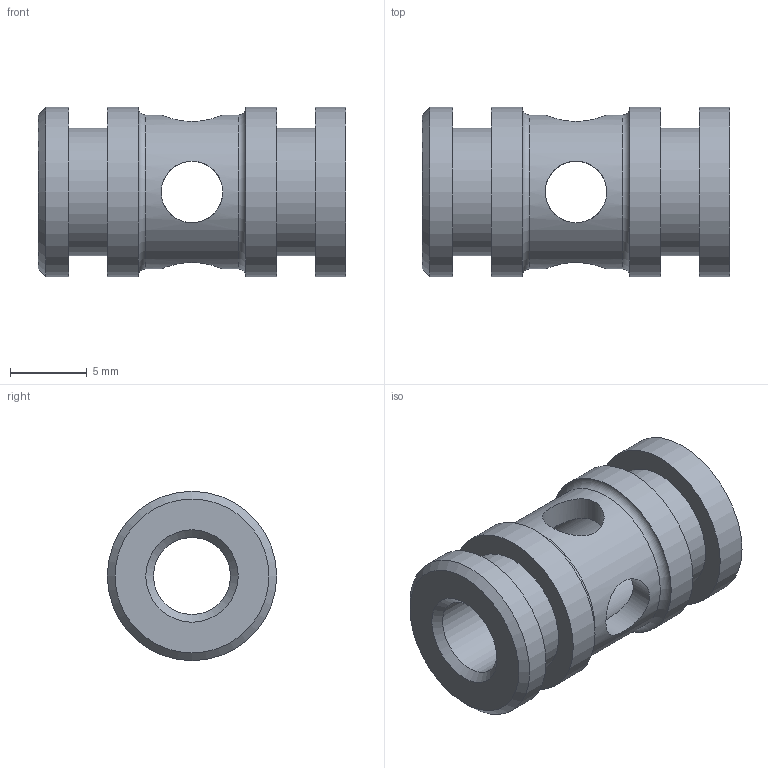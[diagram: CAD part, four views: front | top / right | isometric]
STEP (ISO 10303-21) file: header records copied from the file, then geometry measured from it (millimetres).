
FILE_DESCRIPTION(/* description */ (''),/* implementation_level */ '2;1');
FILE_NAME(/* name */ 'checkBallValve.stp',/* time_stamp */ '2024-04-01T11:33:04+02:00',/* author */ ('top10'),/* organization */ (''),/* preprocessor_version */ 'ST-DEVELOPER v18.1',/* originating_system */ 'Autodesk Inventor 2021',/* authorisation */ '');
FILE_SCHEMA (('AUTOMOTIVE_DESIGN { 1 0 10303 214 3 1 1 }'));
Length unit declared in the file: millimetre
Products named in the file (1): checkBallValve
Bounding box: 20 x 11 x 11 mm (x, y, z)
Volume: 822.7 mm3; surface area: 1310.6 mm2
Topology: 1 solids, 1 shells, 25 faces, 82 edges, 61 vertices
Faces by surface type: cylinder 13, plane 6, cone 4, torus 2
Full cylindrical faces by diameter (mm): 4 x4, 5 x1, 7 x1, 8.3 x2, 10 x1, 11 x4
Entity records: 1252 total; most frequent: CARTESIAN_POINT 443, ORIENTED_EDGE 164, DIRECTION 161, EDGE_CURVE 82, AXIS2_PLACEMENT_3D 71, VERTEX_POINT 61, CIRCLE 45, EDGE_LOOP 37
